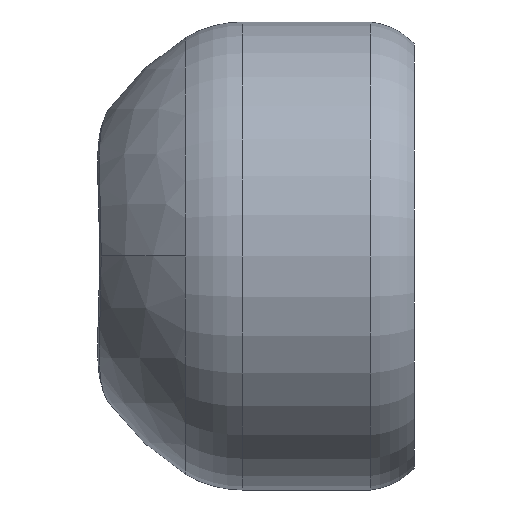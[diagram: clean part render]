
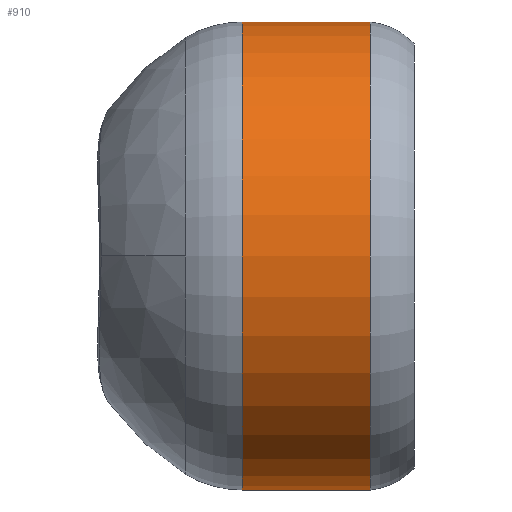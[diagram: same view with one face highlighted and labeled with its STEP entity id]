
A CAD part, left-side view. The second image highlights one B-rep face of the part: STEP entity #910.
In plain terms, the highlighted cylindrical face has radius 21.25 mm (diameter 42.5 mm), a partial arc.
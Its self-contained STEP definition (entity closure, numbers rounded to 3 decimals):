
#44 = EDGE_CURVE ( 'NONE', #1752, #97, #939, .T. ) ;
#65 = CYLINDRICAL_SURFACE ( 'NONE', #526, 21.25 ) ;
#83 = LINE ( 'NONE', #1227, #803 ) ;
#97 = VERTEX_POINT ( 'NONE', #1075 ) ;
#198 = DIRECTION ( 'NONE',  ( 0., -1., 0. ) ) ;
#278 = DIRECTION ( 'NONE',  ( 0., -1., 0. ) ) ;
#289 = VERTEX_POINT ( 'NONE', #1595 ) ;
#429 = CARTESIAN_POINT ( 'NONE',  ( 0., 0., 0. ) ) ;
#430 = CIRCLE ( 'NONE', #1224, 21.25 ) ;
#440 = EDGE_CURVE ( 'NONE', #97, #1116, #974, .T. ) ;
#498 = EDGE_CURVE ( 'NONE', #289, #1116, #430, .T. ) ;
#526 = AXIS2_PLACEMENT_3D ( 'NONE', #429, #1772, #587 ) ;
#587 = DIRECTION ( 'NONE',  ( 0., 0., -1. ) ) ;
#599 = ORIENTED_EDGE ( 'NONE', *, *, #440, .T. ) ;
#679 = ORIENTED_EDGE ( 'NONE', *, *, #44, .T. ) ;
#803 = VECTOR ( 'NONE', #198, 1000. ) ;
#910 = ADVANCED_FACE ( 'NONE', ( #1162 ), #65, .T. ) ;
#939 = CIRCLE ( 'NONE', #1068, 21.25 ) ;
#974 = LINE ( 'NONE', #1758, #1245 ) ;
#1016 = CARTESIAN_POINT ( 'NONE',  ( 0., 15.638, 0. ) ) ;
#1068 = AXIS2_PLACEMENT_3D ( 'NONE', #1016, #278, #1314 ) ;
#1075 = CARTESIAN_POINT ( 'NONE',  ( 0., 15.638, -21.25 ) ) ;
#1103 = EDGE_LOOP ( 'NONE', ( #1446, #679, #599, #1293 ) ) ;
#1116 = VERTEX_POINT ( 'NONE', #1519 ) ;
#1136 = CARTESIAN_POINT ( 'NONE',  ( 0., 15.638, 21.25 ) ) ;
#1162 = FACE_OUTER_BOUND ( 'NONE', #1103, .T. ) ;
#1214 = DIRECTION ( 'NONE',  ( 0., -1., 0. ) ) ;
#1224 = AXIS2_PLACEMENT_3D ( 'NONE', #1791, #1495, #1490 ) ;
#1227 = CARTESIAN_POINT ( 'NONE',  ( 0., 0., 21.25 ) ) ;
#1245 = VECTOR ( 'NONE', #1214, 1000. ) ;
#1293 = ORIENTED_EDGE ( 'NONE', *, *, #498, .F. ) ;
#1314 = DIRECTION ( 'NONE',  ( 0., 0., -1. ) ) ;
#1444 = EDGE_CURVE ( 'NONE', #1752, #289, #83, .T. ) ;
#1446 = ORIENTED_EDGE ( 'NONE', *, *, #1444, .F. ) ;
#1490 = DIRECTION ( 'NONE',  ( 0., 0., -1. ) ) ;
#1495 = DIRECTION ( 'NONE',  ( 0., -1., 0. ) ) ;
#1519 = CARTESIAN_POINT ( 'NONE',  ( 0., 4., -21.25 ) ) ;
#1595 = CARTESIAN_POINT ( 'NONE',  ( 0., 4., 21.25 ) ) ;
#1752 = VERTEX_POINT ( 'NONE', #1136 ) ;
#1758 = CARTESIAN_POINT ( 'NONE',  ( 0., 0., -21.25 ) ) ;
#1772 = DIRECTION ( 'NONE',  ( 0., -1., 0. ) ) ;
#1791 = CARTESIAN_POINT ( 'NONE',  ( 0., 4., 0. ) ) ;
